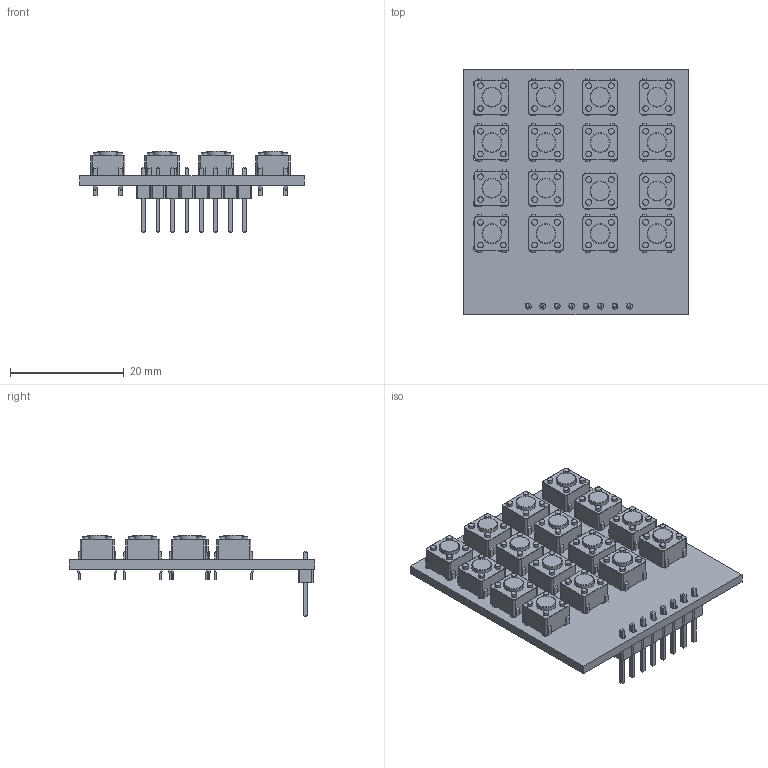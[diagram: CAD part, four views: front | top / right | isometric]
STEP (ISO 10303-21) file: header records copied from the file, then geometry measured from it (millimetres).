
FILE_DESCRIPTION(('KiCad electronic assembly'),'2;1');
FILE_NAME('tact_keyboard.step','2024-07-23T17:40:19',('Pcbnew'),('Kicad' ),'Open CASCADE STEP processor 7.7','KiCad to STEP converter', 'Unknown');
FILE_SCHEMA(('AUTOMOTIVE_DESIGN { 1 0 10303 214 1 1 1 1 }'));
Length unit declared in the file: millimetre
Products named in the file (6): tact_keyboard 1; SW_PUSH_6mm; PinHeader_1x08_P2.54mm_Vertical; PinHeader_1x08_P254mm_Vertical; _autosave-CzlapCzlapTOP_PCB
Assembly tree (20 placements, depth 3):
  tact_keyboard 1
    SW_PUSH_6mm  x16
      SW_PUSH_6mm
    PinHeader_1x08_P2.54mm_Vertical
      PinHeader_1x08_P254mm_Vertical
    _autosave-CzlapCzlapTOP_PCB
Bounding box: 39.38 x 43.09 x 14.34 mm (x, y, z)
Volume: 5033.5 mm3; surface area: 7571.3 mm2
Topology: 18 solids, 18 shells, 1954 faces, 5130 edges, 3308 vertices
Faces by surface type: plane 1210, cylinder 728, torus 16
Full cylindrical faces by diameter (mm): 1 x72, 1.1 x64, 3.5 x16
Entity records: 14010 total; most frequent: DIRECTION 1999, CARTESIAN_POINT 1998, ORIENTED_EDGE 1950, EDGE_CURVE 975, LINE 751, VECTOR 751, AXIS2_PLACEMENT_3D 624, VERTEX_POINT 623
